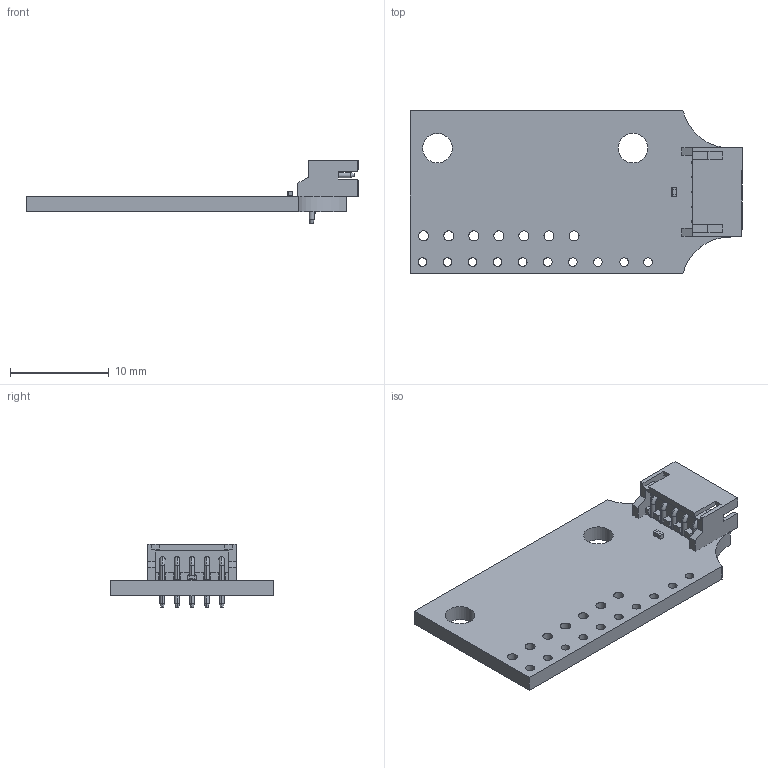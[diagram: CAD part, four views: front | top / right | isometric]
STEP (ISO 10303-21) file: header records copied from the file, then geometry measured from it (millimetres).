
FILE_DESCRIPTION(('Designed by EasyEDA Pro'),'2;1');
FILE_NAME('Open CASCADE Shape Model','2023-12-12T08:00:06',('Author'),( 'Open CASCADE'),'Open CASCADE STEP processor 7.6','Open CASCADE 7.6' ,'Unknown');
FILE_SCHEMA(('AUTOMOTIVE_DESIGN { 1 0 10303 214 1 1 1 1 }'));
Length unit declared in the file: millimetre
Products named in the file (8): PCBModel; Board; CN2; CONN-TH_5P-P1.50_X1502WR-05K-N0SN; SOLID; C1; C0402
Assembly tree (7 placements, depth 4):
  PCBModel
    Board
    CN2
      CONN-TH_5P-P1.50_X1502WR-05K-N0SN
        SOLID
    C1
      C0402
        SOLID
Bounding box: 33.64 x 16.48 x 6.42 mm (x, y, z)
Volume: 847.7 mm3; surface area: 1608.2 mm2
Topology: 3 solids, 3 shells, 656 faces, 1757 edges, 1128 vertices
Faces by surface type: plane 386, cylinder 112, bspline 112, cone 20, torus 18, sphere 8
Full cylindrical faces by diameter (mm): 0.75 x5, 0.889 x10, 1.016 x7, 3 x2
Entity records: 27301 total; most frequent: CARTESIAN_POINT 6131, ORIENTED_EDGE 3498, DIRECTION 2793, EDGE_CURVE 1749, LINE 1197, VECTOR 1197, VERTEX_POINT 1128, AXIS2_PLACEMENT_3D 798
